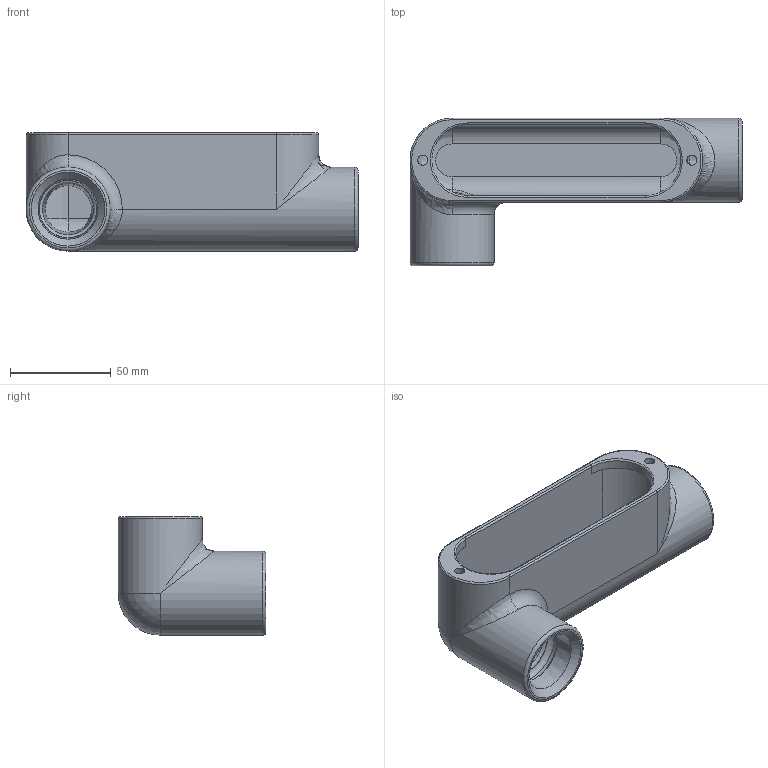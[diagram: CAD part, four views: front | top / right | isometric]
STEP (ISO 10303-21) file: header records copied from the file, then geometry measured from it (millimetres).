
FILE_DESCRIPTION(/* description */ (''),/* implementation_level */ '2;1');
FILE_NAME(/* name */ 'KIL_LR38SS.stp',/* time_stamp */ '2020-05-05T18:34:34+05:00',/* author */ ('lsugumaran'),/* organization */ (''),/* preprocessor_version */ 'ST-DEVELOPER v18',/* originating_system */ 'Autodesk Inventor 2020',/* authorisation */ '');
FILE_SCHEMA (('AUTOMOTIVE_DESIGN { 1 0 10303 214 3 1 1 }'));
Length unit declared in the file: inch
Products named in the file (1): LR38SS
Bounding box: 164.59 x 73.15 x 58.67 mm (x, y, z)
Volume: 112042.3 mm3; surface area: 55704 mm2
Topology: 1 solids, 1 shells, 474 faces, 1276 edges, 839 vertices
Faces by surface type: plane 289, bspline 86, cylinder 67, torus 20, cone 11, sphere 1
Full cylindrical faces by diameter (mm): 4.978 x2, 12.938 x1, 15.875 x1, 33.553 x2, 41.656 x2
Entity records: 15653 total; most frequent: CARTESIAN_POINT 4091, ORIENTED_EDGE 2544, DIRECTION 2103, EDGE_CURVE 1272, LINE 891, VECTOR 891, VERTEX_POINT 839, AXIS2_PLACEMENT_3D 606
